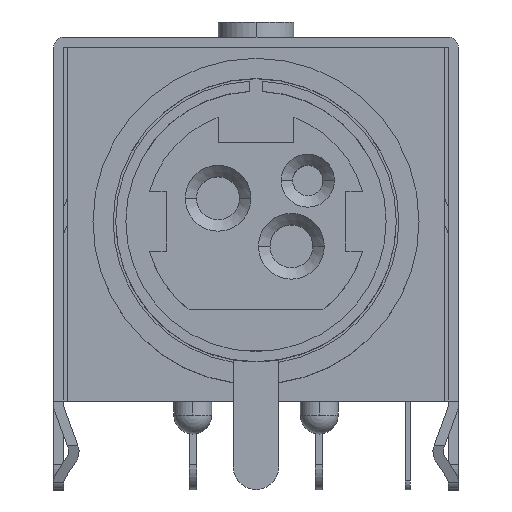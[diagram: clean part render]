
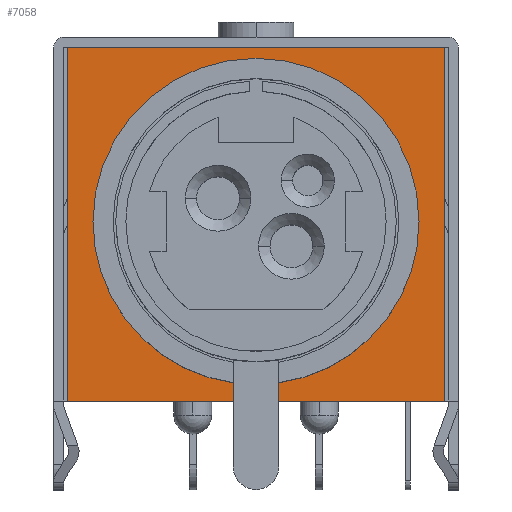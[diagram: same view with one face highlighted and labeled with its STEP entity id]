
A CAD part, top view. The second image highlights one B-rep face of the part: STEP entity #7058.
In plain terms, the highlighted planar face has unit normal (0, 0, 1).
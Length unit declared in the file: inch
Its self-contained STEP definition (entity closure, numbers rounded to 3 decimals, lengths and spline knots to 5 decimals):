
#158 = CARTESIAN_POINT ( 'NONE',  ( 0., 0., -0.15748 ) ) ;
#312 = ORIENTED_EDGE ( 'NONE', *, *, #4361, .F. ) ;
#322 = VECTOR ( 'NONE', #6528, 39.37008 ) ;
#387 = EDGE_CURVE ( 'NONE', #5586, #2355, #5816, .T. ) ;
#693 = ORIENTED_EDGE ( 'NONE', *, *, #6802, .F. ) ;
#932 = CARTESIAN_POINT ( 'NONE',  ( -0.03543, -0.27953, -0.15748 ) ) ;
#946 = CARTESIAN_POINT ( 'NONE',  ( -0.29331, -0.27953, -0.15748 ) ) ;
#1007 = ORIENTED_EDGE ( 'NONE', *, *, #4330, .T. ) ;
#1061 = CARTESIAN_POINT ( 'NONE',  ( 0., 0., -0.15748 ) ) ;
#1096 = CARTESIAN_POINT ( 'NONE',  ( 0.03543, -0.27953, -0.15748 ) ) ;
#1124 = LINE ( 'NONE', #8630, #5637 ) ;
#1132 = CARTESIAN_POINT ( 'NONE',  ( 0.03543, -0.2196, -0.15748 ) ) ;
#1188 = LINE ( 'NONE', #1096, #8419 ) ;
#1411 = CARTESIAN_POINT ( 'NONE',  ( -0.25394, 0., -0.15748 ) ) ;
#1494 = EDGE_CURVE ( 'NONE', #4942, #3408, #1188, .T. ) ;
#1509 = ORIENTED_EDGE ( 'NONE', *, *, #387, .T. ) ;
#1634 = CARTESIAN_POINT ( 'NONE',  ( 0., 0., -0.15748 ) ) ;
#1643 = DIRECTION ( 'NONE',  ( 0., 1., 0. ) ) ;
#1709 = DIRECTION ( 'NONE',  ( 0., -1., 0. ) ) ;
#1730 = DIRECTION ( 'NONE',  ( 0., 0., 1. ) ) ;
#1895 = CARTESIAN_POINT ( 'NONE',  ( 0.29331, -0.27953, -0.15748 ) ) ;
#1991 = VECTOR ( 'NONE', #7162, 39.37008 ) ;
#1996 = CARTESIAN_POINT ( 'NONE',  ( 0.03543, -0.25145, -0.15748 ) ) ;
#2223 = LINE ( 'NONE', #8353, #6369 ) ;
#2288 = CARTESIAN_POINT ( 'NONE',  ( 0., 0., -0.15748 ) ) ;
#2333 = VERTEX_POINT ( 'NONE', #5021 ) ;
#2355 = VERTEX_POINT ( 'NONE', #3260 ) ;
#2462 = LINE ( 'NONE', #7755, #5201 ) ;
#2463 = CARTESIAN_POINT ( 'NONE',  ( -0.29331, 0.27165, -0.15748 ) ) ;
#2631 = CIRCLE ( 'NONE', #7555, 0.25394 ) ;
#2646 = EDGE_CURVE ( 'NONE', #4226, #3488, #2631, .T. ) ;
#2667 = CARTESIAN_POINT ( 'NONE',  ( 0.25394, 0., -0.15748 ) ) ;
#2835 = DIRECTION ( 'NONE',  ( 0., 0., 1. ) ) ;
#2922 = DIRECTION ( 'NONE',  ( 0., 0., 1. ) ) ;
#3086 = AXIS2_PLACEMENT_3D ( 'NONE', #1634, #1730, #5068 ) ;
#3260 = CARTESIAN_POINT ( 'NONE',  ( -0.29331, -0.27953, -0.15748 ) ) ;
#3276 = VERTEX_POINT ( 'NONE', #932 ) ;
#3408 = VERTEX_POINT ( 'NONE', #1895 ) ;
#3469 = DIRECTION ( 'NONE',  ( 0., 0., 1. ) ) ;
#3488 = VERTEX_POINT ( 'NONE', #8447 ) ;
#3753 = EDGE_LOOP ( 'NONE', ( #693, #4164, #5220, #5945, #7582, #1509, #5891, #1007, #5645, #312 ) ) ;
#3820 = CIRCLE ( 'NONE', #5238, 0.25394 ) ;
#3877 = DIRECTION ( 'NONE',  ( 1., 0., 0. ) ) ;
#4079 = VERTEX_POINT ( 'NONE', #1996 ) ;
#4164 = ORIENTED_EDGE ( 'NONE', *, *, #8350, .T. ) ;
#4226 = VERTEX_POINT ( 'NONE', #1411 ) ;
#4330 = EDGE_CURVE ( 'NONE', #3276, #3488, #2462, .T. ) ;
#4361 = EDGE_CURVE ( 'NONE', #7291, #4226, #5770, .T. ) ;
#4581 = VECTOR ( 'NONE', #1709, 39.37008 ) ;
#4915 = EDGE_CURVE ( 'NONE', #2333, #5586, #1124, .T. ) ;
#4942 = VERTEX_POINT ( 'NONE', #5236 ) ;
#5021 = CARTESIAN_POINT ( 'NONE',  ( 0.29331, 0.27165, -0.15748 ) ) ;
#5068 = DIRECTION ( 'NONE',  ( 1., 0., 0. ) ) ;
#5201 = VECTOR ( 'NONE', #7142, 39.37008 ) ;
#5220 = ORIENTED_EDGE ( 'NONE', *, *, #1494, .T. ) ;
#5236 = CARTESIAN_POINT ( 'NONE',  ( 0.03543, -0.27953, -0.15748 ) ) ;
#5238 = AXIS2_PLACEMENT_3D ( 'NONE', #1061, #2922, #5621 ) ;
#5586 = VERTEX_POINT ( 'NONE', #2463 ) ;
#5589 = FACE_OUTER_BOUND ( 'NONE', #3753, .T. ) ;
#5621 = DIRECTION ( 'NONE',  ( 1., 0., 0. ) ) ;
#5637 = VECTOR ( 'NONE', #7175, 39.37008 ) ;
#5645 = ORIENTED_EDGE ( 'NONE', *, *, #2646, .F. ) ;
#5770 = CIRCLE ( 'NONE', #3086, 0.25394 ) ;
#5808 = LINE ( 'NONE', #946, #1991 ) ;
#5809 = AXIS2_PLACEMENT_3D ( 'NONE', #2288, #3469, #6176 ) ;
#5816 = LINE ( 'NONE', #7784, #4581 ) ;
#5863 = LINE ( 'NONE', #1132, #322 ) ;
#5891 = ORIENTED_EDGE ( 'NONE', *, *, #7529, .T. ) ;
#5945 = ORIENTED_EDGE ( 'NONE', *, *, #7935, .T. ) ;
#6176 = DIRECTION ( 'NONE',  ( 1., 0., 0. ) ) ;
#6369 = VECTOR ( 'NONE', #1643, 39.37008 ) ;
#6528 = DIRECTION ( 'NONE',  ( 0., -1., 0. ) ) ;
#6802 = EDGE_CURVE ( 'NONE', #4079, #7291, #3820, .T. ) ;
#7058 = ADVANCED_FACE ( 'NONE', ( #5589 ), #8196, .T. ) ;
#7142 = DIRECTION ( 'NONE',  ( 0., 1., 0. ) ) ;
#7162 = DIRECTION ( 'NONE',  ( 1., 0., 0. ) ) ;
#7175 = DIRECTION ( 'NONE',  ( -1., 0., 0. ) ) ;
#7291 = VERTEX_POINT ( 'NONE', #2667 ) ;
#7529 = EDGE_CURVE ( 'NONE', #2355, #3276, #5808, .T. ) ;
#7555 = AXIS2_PLACEMENT_3D ( 'NONE', #158, #2835, #8259 ) ;
#7582 = ORIENTED_EDGE ( 'NONE', *, *, #4915, .T. ) ;
#7755 = CARTESIAN_POINT ( 'NONE',  ( -0.03543, -0.2196, -0.15748 ) ) ;
#7784 = CARTESIAN_POINT ( 'NONE',  ( -0.29331, 0.27165, -0.15748 ) ) ;
#7935 = EDGE_CURVE ( 'NONE', #3408, #2333, #2223, .T. ) ;
#8196 = PLANE ( 'NONE',  #5809 ) ;
#8259 = DIRECTION ( 'NONE',  ( 1., 0., 0. ) ) ;
#8350 = EDGE_CURVE ( 'NONE', #4079, #4942, #5863, .T. ) ;
#8353 = CARTESIAN_POINT ( 'NONE',  ( 0.29331, 0.27165, -0.15748 ) ) ;
#8419 = VECTOR ( 'NONE', #3877, 39.37008 ) ;
#8447 = CARTESIAN_POINT ( 'NONE',  ( -0.03543, -0.25145, -0.15748 ) ) ;
#8630 = CARTESIAN_POINT ( 'NONE',  ( -0.29331, 0.27165, -0.15748 ) ) ;
